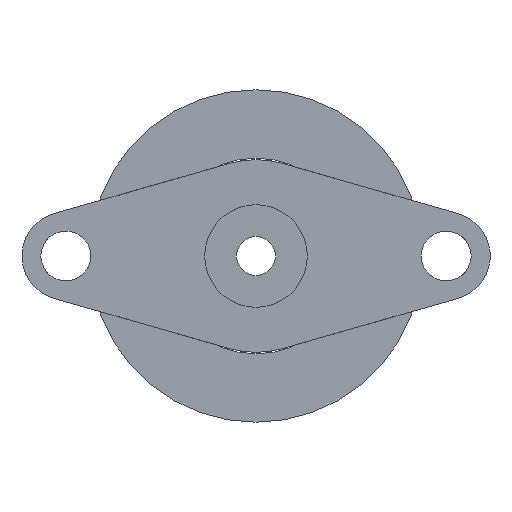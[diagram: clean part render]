
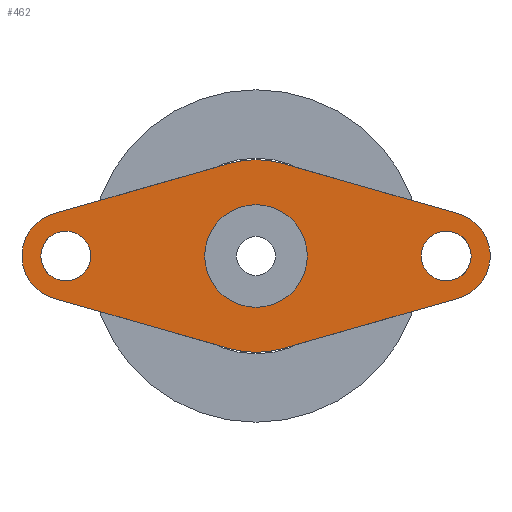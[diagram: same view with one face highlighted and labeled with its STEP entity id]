
A CAD part, left-side view. The second image highlights one B-rep face of the part: STEP entity #462.
In plain terms, the highlighted planar face has unit normal (-1, 0, 0).
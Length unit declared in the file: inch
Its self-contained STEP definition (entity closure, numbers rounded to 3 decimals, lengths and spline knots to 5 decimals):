
#38=FACE_BOUND('',#96,.T.);
#39=FACE_BOUND('',#97,.T.);
#40=FACE_BOUND('',#98,.T.);
#47=PLANE('',#530);
#66=FACE_OUTER_BOUND('',#95,.T.);
#95=EDGE_LOOP('',(#369,#370,#371,#372,#373,#374,#375,#376));
#96=EDGE_LOOP('',(#377));
#97=EDGE_LOOP('',(#378));
#98=EDGE_LOOP('',(#379));
#119=LINE('',#886,#145);
#120=LINE('',#890,#146);
#121=LINE('',#894,#147);
#122=LINE('',#898,#148);
#145=VECTOR('',#648,0.3937);
#146=VECTOR('',#651,0.3937);
#147=VECTOR('',#654,0.3937);
#148=VECTOR('',#657,0.3937);
#187=CIRCLE('',#531,0.3878);
#188=CIRCLE('',#532,0.17717);
#189=CIRCLE('',#533,0.3878);
#190=CIRCLE('',#534,0.17717);
#191=CIRCLE('',#535,0.10039);
#192=CIRCLE('',#536,0.20669);
#193=CIRCLE('',#537,0.10039);
#227=VERTEX_POINT('',#884);
#228=VERTEX_POINT('',#885);
#229=VERTEX_POINT('',#887);
#230=VERTEX_POINT('',#889);
#231=VERTEX_POINT('',#891);
#232=VERTEX_POINT('',#893);
#233=VERTEX_POINT('',#895);
#234=VERTEX_POINT('',#897);
#235=VERTEX_POINT('',#900);
#236=VERTEX_POINT('',#902);
#237=VERTEX_POINT('',#904);
#281=EDGE_CURVE('',#227,#228,#119,.T.);
#282=EDGE_CURVE('',#228,#229,#187,.T.);
#283=EDGE_CURVE('',#229,#230,#120,.T.);
#284=EDGE_CURVE('',#230,#231,#188,.T.);
#285=EDGE_CURVE('',#231,#232,#121,.T.);
#286=EDGE_CURVE('',#232,#233,#189,.T.);
#287=EDGE_CURVE('',#233,#234,#122,.T.);
#288=EDGE_CURVE('',#234,#227,#190,.T.);
#289=EDGE_CURVE('',#235,#235,#191,.T.);
#290=EDGE_CURVE('',#236,#236,#192,.T.);
#291=EDGE_CURVE('',#237,#237,#193,.T.);
#369=ORIENTED_EDGE('',*,*,#281,.T.);
#370=ORIENTED_EDGE('',*,*,#282,.T.);
#371=ORIENTED_EDGE('',*,*,#283,.T.);
#372=ORIENTED_EDGE('',*,*,#284,.T.);
#373=ORIENTED_EDGE('',*,*,#285,.T.);
#374=ORIENTED_EDGE('',*,*,#286,.T.);
#375=ORIENTED_EDGE('',*,*,#287,.T.);
#376=ORIENTED_EDGE('',*,*,#288,.T.);
#377=ORIENTED_EDGE('',*,*,#289,.T.);
#378=ORIENTED_EDGE('',*,*,#290,.T.);
#379=ORIENTED_EDGE('',*,*,#291,.T.);
#462=ADVANCED_FACE('',(#66,#38,#39,#40),#47,.T.);
#530=AXIS2_PLACEMENT_3D('',#883,#646,#647);
#531=AXIS2_PLACEMENT_3D('',#888,#649,#650);
#532=AXIS2_PLACEMENT_3D('',#892,#652,#653);
#533=AXIS2_PLACEMENT_3D('',#896,#655,#656);
#534=AXIS2_PLACEMENT_3D('',#899,#658,#659);
#535=AXIS2_PLACEMENT_3D('',#901,#660,#661);
#536=AXIS2_PLACEMENT_3D('',#903,#662,#663);
#537=AXIS2_PLACEMENT_3D('',#905,#664,#665);
#646=DIRECTION('center_axis',(-1.,0.,0.));
#647=DIRECTION('ref_axis',(0.,-1.,0.));
#648=DIRECTION('',(0.,0.961,0.275));
#649=DIRECTION('center_axis',(-1.,0.,0.));
#650=DIRECTION('ref_axis',(0.,-1.,0.));
#651=DIRECTION('',(0.,0.961,-0.275));
#652=DIRECTION('center_axis',(-1.,0.,0.));
#653=DIRECTION('ref_axis',(0.,-1.,0.));
#654=DIRECTION('',(0.,-0.961,-0.275));
#655=DIRECTION('center_axis',(-1.,0.,0.));
#656=DIRECTION('ref_axis',(0.,-1.,0.));
#657=DIRECTION('',(0.,-0.961,0.275));
#658=DIRECTION('center_axis',(-1.,0.,0.));
#659=DIRECTION('ref_axis',(0.,-1.,0.));
#660=DIRECTION('center_axis',(1.,0.,0.));
#661=DIRECTION('ref_axis',(0.,-1.,0.));
#662=DIRECTION('center_axis',(1.,0.,0.));
#663=DIRECTION('ref_axis',(0.,-1.,0.));
#664=DIRECTION('center_axis',(1.,0.,0.));
#665=DIRECTION('ref_axis',(0.,-1.,0.));
#883=CARTESIAN_POINT('Origin',(16.,-7.11781,5.63918));
#884=CARTESIAN_POINT('',(16.,-7.93229,5.80951));
#885=CARTESIAN_POINT('',(16.,-7.22448,6.01202));
#886=CARTESIAN_POINT('',(16.,-7.93229,5.80951));
#887=CARTESIAN_POINT('',(16.,-7.01114,6.01202));
#888=CARTESIAN_POINT('Origin',(16.,-7.11781,5.63918));
#889=CARTESIAN_POINT('',(16.,-6.30333,5.80951));
#890=CARTESIAN_POINT('',(16.,-6.30333,5.80951));
#891=CARTESIAN_POINT('',(16.,-6.30333,5.46885));
#892=CARTESIAN_POINT('Origin',(16.,-6.35206,5.63918));
#893=CARTESIAN_POINT('',(16.,-7.01114,5.26635));
#894=CARTESIAN_POINT('',(16.,-6.30333,5.46885));
#895=CARTESIAN_POINT('',(16.,-7.22448,5.26635));
#896=CARTESIAN_POINT('Origin',(16.,-7.11781,5.63918));
#897=CARTESIAN_POINT('',(16.,-7.93229,5.46885));
#898=CARTESIAN_POINT('',(16.,-7.93229,5.46885));
#899=CARTESIAN_POINT('Origin',(16.,-7.88356,5.63918));
#900=CARTESIAN_POINT('',(16.,-7.78316,5.63918));
#901=CARTESIAN_POINT('Origin',(16.,-7.88356,5.63918));
#902=CARTESIAN_POINT('',(16.,-6.91112,5.63918));
#903=CARTESIAN_POINT('Origin',(16.,-7.11781,5.63918));
#904=CARTESIAN_POINT('',(16.,-6.25167,5.63918));
#905=CARTESIAN_POINT('Origin',(16.,-6.35206,5.63918));
